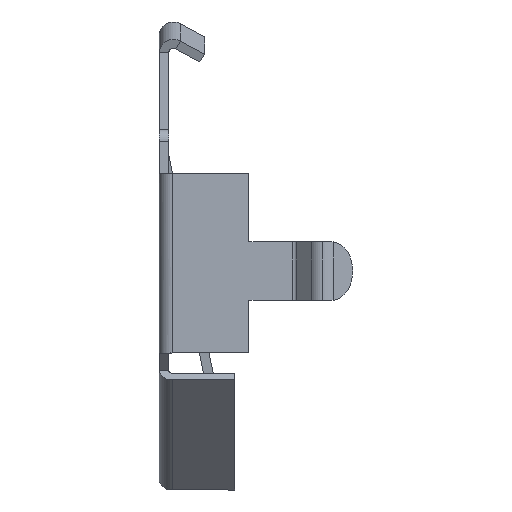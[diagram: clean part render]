
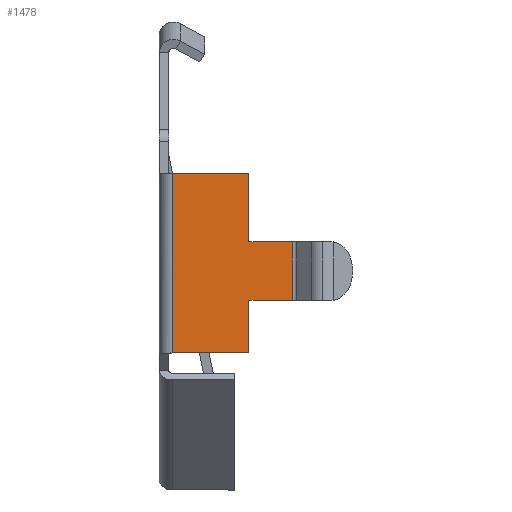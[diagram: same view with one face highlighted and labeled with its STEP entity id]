
A CAD part, left-side view. The second image highlights one B-rep face of the part: STEP entity #1478.
In plain terms, the highlighted planar face has unit normal (-1, 0, 0).
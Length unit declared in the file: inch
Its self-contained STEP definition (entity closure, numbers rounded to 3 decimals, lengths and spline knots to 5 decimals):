
#152 = AXIS2_PLACEMENT_3D ( 'NONE', #3488, #2223, #3152 ) ;
#215 = VECTOR ( 'NONE', #3108, 39.37008 ) ;
#255 = CARTESIAN_POINT ( 'NONE',  ( -0.26, 0., -0.031 ) ) ;
#389 = CARTESIAN_POINT ( 'NONE',  ( -0.26, -0.0465, 0.031 ) ) ;
#423 = VECTOR ( 'NONE', #1832, 39.37008 ) ;
#462 = PLANE ( 'NONE',  #152 ) ;
#501 = VERTEX_POINT ( 'NONE', #2213 ) ;
#515 = LINE ( 'NONE', #3465, #3838 ) ;
#651 = EDGE_CURVE ( 'NONE', #3570, #501, #929, .T. ) ;
#654 = CARTESIAN_POINT ( 'NONE',  ( -0.26, 0., 0.031 ) ) ;
#686 = CARTESIAN_POINT ( 'NONE',  ( -0.26, 0., 0.10327 ) ) ;
#714 = CARTESIAN_POINT ( 'NONE',  ( -0.26, 0., 0.1375 ) ) ;
#816 = CARTESIAN_POINT ( 'NONE',  ( -0.26, 0.081, 0.1375 ) ) ;
#843 = ORIENTED_EDGE ( 'NONE', *, *, #2311, .T. ) ;
#885 = CARTESIAN_POINT ( 'NONE',  ( -0.26, 0., -0.08673 ) ) ;
#929 = LINE ( 'NONE', #686, #215 ) ;
#988 = DIRECTION ( 'NONE',  ( 0., 0., -1. ) ) ;
#1003 = VECTOR ( 'NONE', #988, 39.37008 ) ;
#1026 = DIRECTION ( 'NONE',  ( 0., 0., -1. ) ) ;
#1065 = ORIENTED_EDGE ( 'NONE', *, *, #3099, .F. ) ;
#1068 = DIRECTION ( 'NONE',  ( 0., -1., 0. ) ) ;
#1185 = ORIENTED_EDGE ( 'NONE', *, *, #3062, .F. ) ;
#1246 = CARTESIAN_POINT ( 'NONE',  ( -0.26, 0., 0.1375 ) ) ;
#1286 = VERTEX_POINT ( 'NONE', #1531 ) ;
#1311 = VERTEX_POINT ( 'NONE', #654 ) ;
#1323 = VECTOR ( 'NONE', #2409, 39.37008 ) ;
#1413 = ORIENTED_EDGE ( 'NONE', *, *, #2823, .T. ) ;
#1478 = ADVANCED_FACE ( 'NONE', ( #1733 ), #462, .F. ) ;
#1519 = VECTOR ( 'NONE', #2911, 39.37008 ) ;
#1531 = CARTESIAN_POINT ( 'NONE',  ( -0.26, -0.0465, 0.031 ) ) ;
#1605 = LINE ( 'NONE', #389, #423 ) ;
#1699 = EDGE_LOOP ( 'NONE', ( #1065, #2199, #1185, #843, #1751, #1413, #2133, #2127 ) ) ;
#1733 = FACE_OUTER_BOUND ( 'NONE', #1699, .T. ) ;
#1736 = EDGE_CURVE ( 'NONE', #1286, #3128, #1605, .T. ) ;
#1751 = ORIENTED_EDGE ( 'NONE', *, *, #3634, .F. ) ;
#1832 = DIRECTION ( 'NONE',  ( 0., 0., -1. ) ) ;
#2049 = EDGE_CURVE ( 'NONE', #1311, #1286, #515, .T. ) ;
#2104 = CARTESIAN_POINT ( 'NONE',  ( -0.26, 0., -0.08673 ) ) ;
#2127 = ORIENTED_EDGE ( 'NONE', *, *, #2049, .F. ) ;
#2133 = ORIENTED_EDGE ( 'NONE', *, *, #1736, .F. ) ;
#2199 = ORIENTED_EDGE ( 'NONE', *, *, #651, .T. ) ;
#2213 = CARTESIAN_POINT ( 'NONE',  ( -0.26, 0.081, 0.10327 ) ) ;
#2223 = DIRECTION ( 'NONE',  ( 1., 0., 0. ) ) ;
#2253 = DIRECTION ( 'NONE',  ( 0., -1., 0. ) ) ;
#2311 = EDGE_CURVE ( 'NONE', #3181, #3837, #3749, .T. ) ;
#2409 = DIRECTION ( 'NONE',  ( 0., -1., 0. ) ) ;
#2436 = CARTESIAN_POINT ( 'NONE',  ( -0.26, 0.081, -0.08673 ) ) ;
#2468 = VECTOR ( 'NONE', #2253, 39.37008 ) ;
#2606 = LINE ( 'NONE', #714, #2932 ) ;
#2644 = LINE ( 'NONE', #1246, #1003 ) ;
#2823 = EDGE_CURVE ( 'NONE', #3815, #3128, #2936, .T. ) ;
#2911 = DIRECTION ( 'NONE',  ( 0., 0., 1. ) ) ;
#2932 = VECTOR ( 'NONE', #1026, 39.37008 ) ;
#2936 = LINE ( 'NONE', #3436, #2468 ) ;
#2955 = CARTESIAN_POINT ( 'NONE',  ( -0.26, -0.0465, -0.031 ) ) ;
#3062 = EDGE_CURVE ( 'NONE', #3181, #501, #3318, .T. ) ;
#3099 = EDGE_CURVE ( 'NONE', #3570, #1311, #2606, .T. ) ;
#3108 = DIRECTION ( 'NONE',  ( 0., 1., 0. ) ) ;
#3128 = VERTEX_POINT ( 'NONE', #2955 ) ;
#3152 = DIRECTION ( 'NONE',  ( 0., 1., 0. ) ) ;
#3181 = VERTEX_POINT ( 'NONE', #2436 ) ;
#3318 = LINE ( 'NONE', #816, #1519 ) ;
#3436 = CARTESIAN_POINT ( 'NONE',  ( -0.26, 0., -0.031 ) ) ;
#3465 = CARTESIAN_POINT ( 'NONE',  ( -0.26, 0., 0.031 ) ) ;
#3488 = CARTESIAN_POINT ( 'NONE',  ( -0.26, 0., 0. ) ) ;
#3570 = VERTEX_POINT ( 'NONE', #3733 ) ;
#3634 = EDGE_CURVE ( 'NONE', #3815, #3837, #2644, .T. ) ;
#3733 = CARTESIAN_POINT ( 'NONE',  ( -0.26, 0., 0.10327 ) ) ;
#3749 = LINE ( 'NONE', #885, #1323 ) ;
#3815 = VERTEX_POINT ( 'NONE', #255 ) ;
#3837 = VERTEX_POINT ( 'NONE', #2104 ) ;
#3838 = VECTOR ( 'NONE', #1068, 39.37008 ) ;
